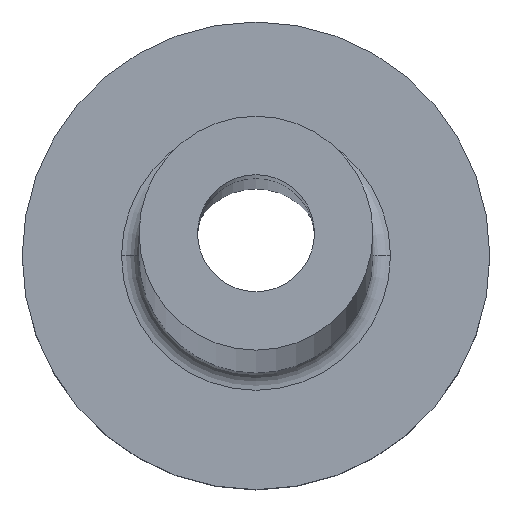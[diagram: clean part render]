
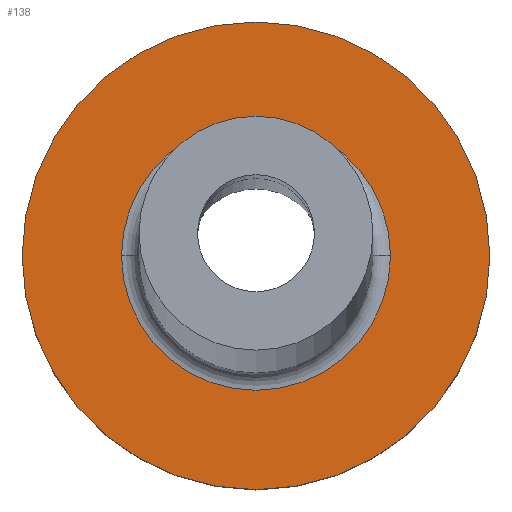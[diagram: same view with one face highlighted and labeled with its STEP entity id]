
A CAD part, top view. The second image highlights one B-rep face of the part: STEP entity #138.
In plain terms, the highlighted planar face has unit normal (0, 0, 1).
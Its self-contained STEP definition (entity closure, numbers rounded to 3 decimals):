
#18 = CARTESIAN_POINT ( 'NONE',  ( 0., 0., 3. ) ) ;
#21 = CIRCLE ( 'NONE', #78, 2.3 ) ;
#22 = EDGE_CURVE ( 'NONE', #307, #224, #161, .T. ) ;
#27 = EDGE_LOOP ( 'NONE', ( #67, #368 ) ) ;
#28 = ORIENTED_EDGE ( 'NONE', *, *, #125, .T. ) ;
#33 = FACE_OUTER_BOUND ( 'NONE', #365, .T. ) ;
#39 = CIRCLE ( 'NONE', #174, 2.3 ) ;
#64 = CARTESIAN_POINT ( 'NONE',  ( 0., 0., 3. ) ) ;
#67 = ORIENTED_EDGE ( 'NONE', *, *, #290, .T. ) ;
#78 = AXIS2_PLACEMENT_3D ( 'NONE', #309, #145, #319 ) ;
#86 = ORIENTED_EDGE ( 'NONE', *, *, #22, .T. ) ;
#125 = EDGE_CURVE ( 'NONE', #224, #307, #220, .T. ) ;
#136 = PLANE ( 'NONE',  #198 ) ;
#138 = ADVANCED_FACE ( 'NONE', ( #230, #33 ), #136, .T. ) ;
#145 = DIRECTION ( 'NONE',  ( 0., 0., -1. ) ) ;
#149 = AXIS2_PLACEMENT_3D ( 'NONE', #18, #440, #417 ) ;
#161 = CIRCLE ( 'NONE', #259, 4. ) ;
#164 = DIRECTION ( 'NONE',  ( 0., 0., 1. ) ) ;
#174 = AXIS2_PLACEMENT_3D ( 'NONE', #304, #445, #419 ) ;
#198 = AXIS2_PLACEMENT_3D ( 'NONE', #64, #164, #351 ) ;
#205 = VERTEX_POINT ( 'NONE', #325 ) ;
#215 = DIRECTION ( 'NONE',  ( 1., 0., 0. ) ) ;
#220 = CIRCLE ( 'NONE', #149, 4. ) ;
#224 = VERTEX_POINT ( 'NONE', #356 ) ;
#230 = FACE_BOUND ( 'NONE', #27, .T. ) ;
#259 = AXIS2_PLACEMENT_3D ( 'NONE', #413, #334, #215 ) ;
#290 = EDGE_CURVE ( 'NONE', #444, #205, #39, .T. ) ;
#295 = CARTESIAN_POINT ( 'NONE',  ( 4., 0., 3. ) ) ;
#300 = EDGE_CURVE ( 'NONE', #205, #444, #21, .T. ) ;
#304 = CARTESIAN_POINT ( 'NONE',  ( 0., 0., 3. ) ) ;
#307 = VERTEX_POINT ( 'NONE', #295 ) ;
#309 = CARTESIAN_POINT ( 'NONE',  ( 0., 0., 3. ) ) ;
#319 = DIRECTION ( 'NONE',  ( 1., 0., 0. ) ) ;
#325 = CARTESIAN_POINT ( 'NONE',  ( -2.3, 0., 3. ) ) ;
#334 = DIRECTION ( 'NONE',  ( 0., 0., 1. ) ) ;
#351 = DIRECTION ( 'NONE',  ( 1., 0., 0. ) ) ;
#356 = CARTESIAN_POINT ( 'NONE',  ( -4., 0., 3. ) ) ;
#365 = EDGE_LOOP ( 'NONE', ( #28, #86 ) ) ;
#368 = ORIENTED_EDGE ( 'NONE', *, *, #300, .T. ) ;
#413 = CARTESIAN_POINT ( 'NONE',  ( 0., 0., 3. ) ) ;
#417 = DIRECTION ( 'NONE',  ( 1., 0., 0. ) ) ;
#419 = DIRECTION ( 'NONE',  ( 1., 0., 0. ) ) ;
#423 = CARTESIAN_POINT ( 'NONE',  ( 2.3, 0., 3. ) ) ;
#440 = DIRECTION ( 'NONE',  ( 0., 0., 1. ) ) ;
#444 = VERTEX_POINT ( 'NONE', #423 ) ;
#445 = DIRECTION ( 'NONE',  ( 0., 0., -1. ) ) ;
